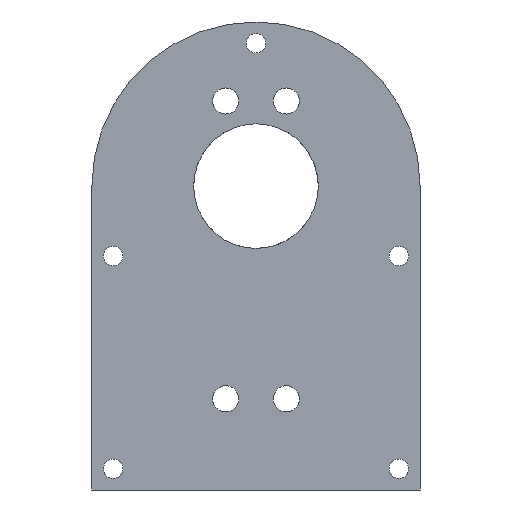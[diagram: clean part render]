
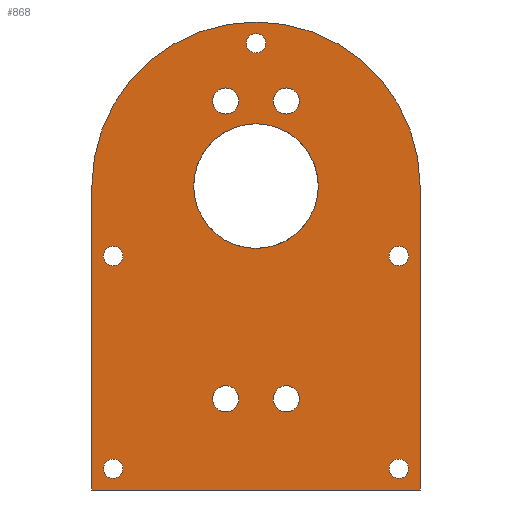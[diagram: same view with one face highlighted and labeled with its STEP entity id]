
A CAD part, left-side view. The second image highlights one B-rep face of the part: STEP entity #868.
In plain terms, the highlighted planar face has unit normal (-1, 0, 0).
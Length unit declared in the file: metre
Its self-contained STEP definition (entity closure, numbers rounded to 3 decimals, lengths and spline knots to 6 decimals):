
#73=CIRCLE('',#939,0.027);
#74=CIRCLE('',#944,0.0016);
#75=CIRCLE('',#945,0.0016);
#76=CIRCLE('',#946,0.0016);
#77=CIRCLE('',#947,0.0016);
#78=CIRCLE('',#948,0.0016);
#79=CIRCLE('',#949,0.01025);
#80=CIRCLE('',#950,0.00215);
#81=CIRCLE('',#951,0.00215);
#82=CIRCLE('',#952,0.00215);
#83=CIRCLE('',#953,0.00215);
#147=ORIENTED_EDGE('',*,*,#373,.T.);
#148=ORIENTED_EDGE('',*,*,#374,.T.);
#149=ORIENTED_EDGE('',*,*,#375,.T.);
#150=ORIENTED_EDGE('',*,*,#376,.T.);
#151=ORIENTED_EDGE('',*,*,#377,.T.);
#152=ORIENTED_EDGE('',*,*,#378,.T.);
#153=ORIENTED_EDGE('',*,*,#379,.T.);
#154=ORIENTED_EDGE('',*,*,#380,.T.);
#155=ORIENTED_EDGE('',*,*,#381,.T.);
#156=ORIENTED_EDGE('',*,*,#382,.T.);
#157=ORIENTED_EDGE('',*,*,#372,.F.);
#158=ORIENTED_EDGE('',*,*,#365,.F.);
#159=ORIENTED_EDGE('',*,*,#368,.F.);
#160=ORIENTED_EDGE('',*,*,#370,.F.);
#365=EDGE_CURVE('',#481,#482,#73,.T.);
#368=EDGE_CURVE('',#483,#481,#556,.T.);
#370=EDGE_CURVE('',#484,#483,#558,.T.);
#372=EDGE_CURVE('',#482,#484,#560,.T.);
#373=EDGE_CURVE('',#485,#485,#74,.T.);
#374=EDGE_CURVE('',#486,#486,#75,.T.);
#375=EDGE_CURVE('',#487,#487,#76,.T.);
#376=EDGE_CURVE('',#488,#488,#77,.T.);
#377=EDGE_CURVE('',#489,#489,#78,.T.);
#378=EDGE_CURVE('',#490,#490,#79,.T.);
#379=EDGE_CURVE('',#491,#491,#80,.T.);
#380=EDGE_CURVE('',#492,#492,#81,.T.);
#381=EDGE_CURVE('',#493,#493,#82,.T.);
#382=EDGE_CURVE('',#494,#494,#83,.T.);
#481=VERTEX_POINT('',#1333);
#482=VERTEX_POINT('',#1334);
#483=VERTEX_POINT('',#1339);
#484=VERTEX_POINT('',#1343);
#485=VERTEX_POINT('',#1349);
#486=VERTEX_POINT('',#1351);
#487=VERTEX_POINT('',#1353);
#488=VERTEX_POINT('',#1355);
#489=VERTEX_POINT('',#1357);
#490=VERTEX_POINT('',#1359);
#491=VERTEX_POINT('',#1361);
#492=VERTEX_POINT('',#1363);
#493=VERTEX_POINT('',#1365);
#494=VERTEX_POINT('',#1367);
#556=LINE('',#1338,#626);
#558=LINE('',#1342,#628);
#560=LINE('',#1346,#630);
#626=VECTOR('',#1072,1.);
#628=VECTOR('',#1076,1.);
#630=VECTOR('',#1080,1.);
#688=EDGE_LOOP('',(#147));
#689=EDGE_LOOP('',(#148));
#690=EDGE_LOOP('',(#149));
#691=EDGE_LOOP('',(#150));
#692=EDGE_LOOP('',(#151));
#693=EDGE_LOOP('',(#152));
#694=EDGE_LOOP('',(#153));
#695=EDGE_LOOP('',(#154));
#696=EDGE_LOOP('',(#155));
#697=EDGE_LOOP('',(#156));
#698=EDGE_LOOP('',(#157,#158,#159,#160));
#769=FACE_BOUND('',#688,.T.);
#770=FACE_BOUND('',#689,.T.);
#771=FACE_BOUND('',#690,.T.);
#772=FACE_BOUND('',#691,.T.);
#773=FACE_BOUND('',#692,.T.);
#774=FACE_BOUND('',#693,.T.);
#775=FACE_BOUND('',#694,.T.);
#776=FACE_BOUND('',#695,.T.);
#777=FACE_BOUND('',#696,.T.);
#778=FACE_BOUND('',#697,.T.);
#779=FACE_BOUND('',#698,.T.);
#840=PLANE('',#943);
#868=ADVANCED_FACE('',(#769,#770,#771,#772,#773,#774,#775,#776,#777,#778,
#779),#840,.F.);
#939=AXIS2_PLACEMENT_3D('',#1332,#1066,#1067);
#943=AXIS2_PLACEMENT_3D('',#1347,#1081,#1082);
#944=AXIS2_PLACEMENT_3D('',#1348,#1083,#1084);
#945=AXIS2_PLACEMENT_3D('',#1350,#1085,#1086);
#946=AXIS2_PLACEMENT_3D('',#1352,#1087,#1088);
#947=AXIS2_PLACEMENT_3D('',#1354,#1089,#1090);
#948=AXIS2_PLACEMENT_3D('',#1356,#1091,#1092);
#949=AXIS2_PLACEMENT_3D('',#1358,#1093,#1094);
#950=AXIS2_PLACEMENT_3D('',#1360,#1095,#1096);
#951=AXIS2_PLACEMENT_3D('',#1362,#1097,#1098);
#952=AXIS2_PLACEMENT_3D('',#1364,#1099,#1100);
#953=AXIS2_PLACEMENT_3D('',#1366,#1101,#1102);
#1066=DIRECTION('',(1.,0.,0.));
#1067=DIRECTION('',(0.,0.,1.));
#1072=DIRECTION('',(0.,0.,1.));
#1076=DIRECTION('',(0.,1.,0.));
#1080=DIRECTION('',(0.,0.,-1.));
#1081=DIRECTION('',(1.,0.,0.));
#1082=DIRECTION('',(0.,1.,0.));
#1083=DIRECTION('',(1.,0.,0.));
#1084=DIRECTION('',(0.,-1.,0.));
#1085=DIRECTION('',(1.,0.,0.));
#1086=DIRECTION('',(0.,-1.,0.));
#1087=DIRECTION('',(1.,0.,0.));
#1088=DIRECTION('',(0.,-1.,0.));
#1089=DIRECTION('',(1.,0.,0.));
#1090=DIRECTION('',(0.,-1.,0.));
#1091=DIRECTION('',(1.,0.,0.));
#1092=DIRECTION('',(0.,-1.,0.));
#1093=DIRECTION('',(1.,0.,0.));
#1094=DIRECTION('',(0.,1.,0.));
#1095=DIRECTION('',(1.,0.,0.));
#1096=DIRECTION('',(0.,-1.,0.));
#1097=DIRECTION('',(1.,0.,0.));
#1098=DIRECTION('',(0.,-1.,0.));
#1099=DIRECTION('',(1.,0.,0.));
#1100=DIRECTION('',(0.,-1.,0.));
#1101=DIRECTION('',(1.,0.,0.));
#1102=DIRECTION('',(0.,-1.,0.));
#1332=CARTESIAN_POINT('',(0.,0.,0.));
#1333=CARTESIAN_POINT('',(0.,0.027,0.));
#1334=CARTESIAN_POINT('',(0.,-0.027,0.));
#1338=CARTESIAN_POINT('',(0.,0.027,-0.05));
#1339=CARTESIAN_POINT('',(0.,0.027,-0.05));
#1342=CARTESIAN_POINT('',(0.,-0.027,-0.05));
#1343=CARTESIAN_POINT('',(0.,-0.027,-0.05));
#1346=CARTESIAN_POINT('',(0.,-0.027,0.));
#1347=CARTESIAN_POINT('',(0.,0.,-0.0115));
#1348=CARTESIAN_POINT('',(0.,0.0235,-0.0465));
#1349=CARTESIAN_POINT('',(0.,0.0219,-0.0465));
#1350=CARTESIAN_POINT('',(0.,0.0235,-0.0115));
#1351=CARTESIAN_POINT('',(0.,0.0219,-0.0115));
#1352=CARTESIAN_POINT('',(0.,0.,0.0235));
#1353=CARTESIAN_POINT('',(0.,-0.0016,0.0235));
#1354=CARTESIAN_POINT('',(0.,-0.0235,-0.0115));
#1355=CARTESIAN_POINT('',(0.,-0.0251,-0.0115));
#1356=CARTESIAN_POINT('',(0.,-0.0235,-0.0465));
#1357=CARTESIAN_POINT('',(0.,-0.0251,-0.0465));
#1358=CARTESIAN_POINT('',(0.,0.,0.));
#1359=CARTESIAN_POINT('',(0.,0.01025,0.));
#1360=CARTESIAN_POINT('',(0.,-0.005,-0.035));
#1361=CARTESIAN_POINT('',(0.,-0.00715,-0.035));
#1362=CARTESIAN_POINT('',(0.,0.005,0.014));
#1363=CARTESIAN_POINT('',(0.,0.00285,0.014));
#1364=CARTESIAN_POINT('',(0.,-0.005,0.014));
#1365=CARTESIAN_POINT('',(0.,-0.00715,0.014));
#1366=CARTESIAN_POINT('',(0.,0.005,-0.035));
#1367=CARTESIAN_POINT('',(0.,0.00285,-0.035));
